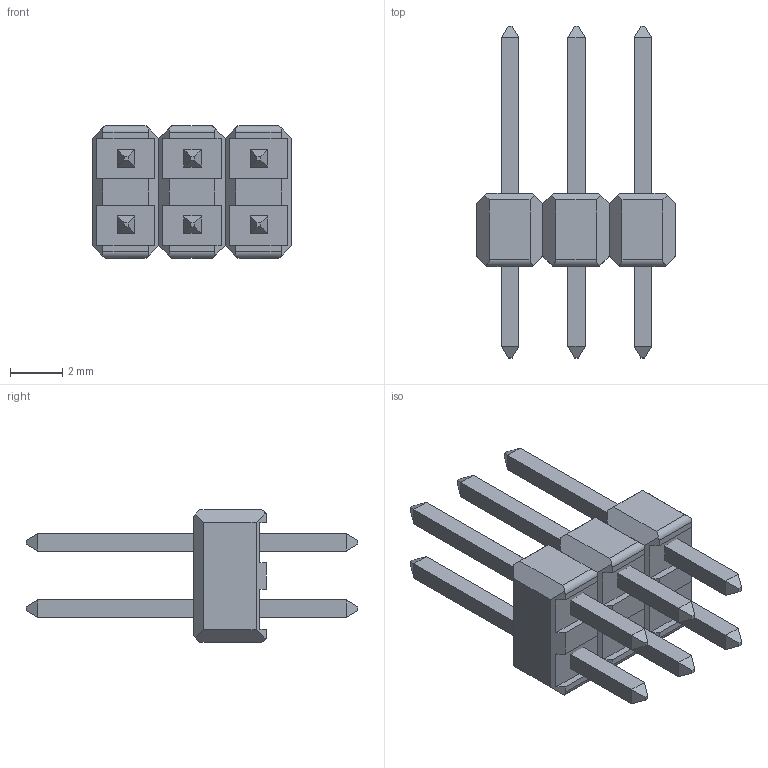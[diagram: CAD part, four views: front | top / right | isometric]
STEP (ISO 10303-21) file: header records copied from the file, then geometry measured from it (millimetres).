
FILE_DESCRIPTION(('FreeCAD Model'),'2;1');
FILE_NAME('HEADER_2X3PINS_MALE.step', '2020-09-05T11:17:32',('Author'),(''), 'Open CASCADE STEP processor 7.2','FreeCAD','Unknown');
FILE_SCHEMA(('AUTOMOTIVE_DESIGN { 1 0 10303 214 1 1 1 1 }'));
Length unit declared in the file: millimetre
Products named in the file (3): User_Library_2x3_TH_Pitch_2_54mm; header2x3; pin005
Assembly tree (7 placements, depth 2):
  User_Library_2x3_TH_Pitch_2_54mm
    header2x3
    pin005  x6
Bounding box: 7.62 x 12.7 x 5.08 mm (x, y, z)
Volume: 121.8 mm3; surface area: 381.9 mm2
Topology: 7 solids, 7 shells, 182 faces, 448 edges, 280 vertices
Faces by surface type: plane 176, cylinder 6
Entity records: 8893 total; most frequent: CARTESIAN_POINT 1964, DIRECTION 1092, LINE 852, VECTOR 852, ORIENTED_EDGE 616, PCURVE 616, DEFINITIONAL_REPRESENTATION 616, EDGE_CURVE 308
